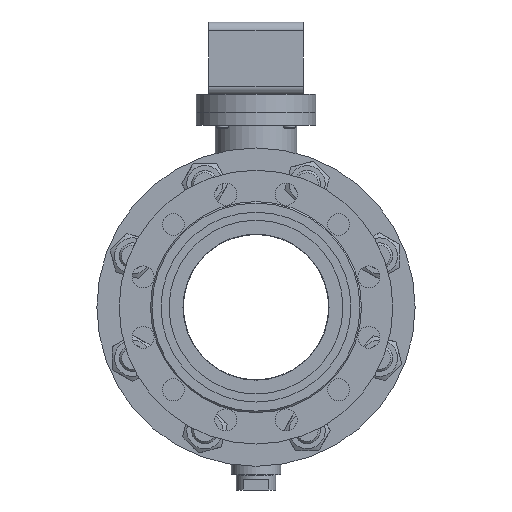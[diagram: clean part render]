
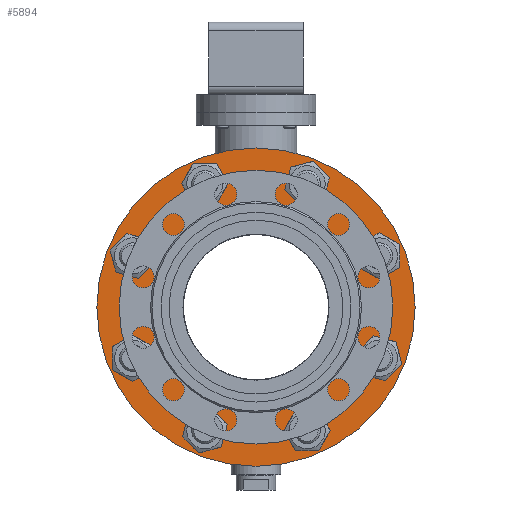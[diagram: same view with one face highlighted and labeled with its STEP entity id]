
A CAD part, left-side view. The second image highlights one B-rep face of the part: STEP entity #5894.
In plain terms, the highlighted face is planar.
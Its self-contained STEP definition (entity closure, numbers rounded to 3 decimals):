
#5411=CARTESIAN_POINT('',(42.5,-83.82,-182.859));
#5412=VERTEX_POINT('',#5411);
#5413=CARTESIAN_POINT('',(42.5,-70.031,-169.07));
#5414=DIRECTION('',(-1.0,0.0,0.0));
#5415=DIRECTION('',(0.0,-0.707,-0.707));
#5416=AXIS2_PLACEMENT_3D('',#5413,#5414,#5415);
#5417=CIRCLE('',#5416,19.5);
#5418=EDGE_CURVE('',#5412,#5412,#5417,.T.);
#5439=CARTESIAN_POINT('',(42.5,-188.57,-70.031));
#5440=VERTEX_POINT('',#5439);
#5441=CARTESIAN_POINT('',(42.5,-169.07,-70.031));
#5442=DIRECTION('',(-1.0,0.0,0.0));
#5443=DIRECTION('',(0.0,-1.0,0.0));
#5444=AXIS2_PLACEMENT_3D('',#5441,#5442,#5443);
#5445=CIRCLE('',#5444,19.5);
#5446=EDGE_CURVE('',#5440,#5440,#5445,.T.);
#5467=CARTESIAN_POINT('',(42.5,-182.859,83.82));
#5468=VERTEX_POINT('',#5467);
#5469=CARTESIAN_POINT('',(42.5,-169.07,70.031));
#5470=DIRECTION('',(-1.0,0.0,0.0));
#5471=DIRECTION('',(0.0,-0.707,0.707));
#5472=AXIS2_PLACEMENT_3D('',#5469,#5470,#5471);
#5473=CIRCLE('',#5472,19.5);
#5474=EDGE_CURVE('',#5468,#5468,#5473,.T.);
#5495=CARTESIAN_POINT('',(42.5,-70.031,188.57));
#5496=VERTEX_POINT('',#5495);
#5497=CARTESIAN_POINT('',(42.5,-70.031,169.07));
#5498=DIRECTION('',(-1.0,0.0,0.0));
#5499=DIRECTION('',(0.0,0.0,1.0));
#5500=AXIS2_PLACEMENT_3D('',#5497,#5498,#5499);
#5501=CIRCLE('',#5500,19.5);
#5502=EDGE_CURVE('',#5496,#5496,#5501,.T.);
#5523=CARTESIAN_POINT('',(42.5,83.82,182.859));
#5524=VERTEX_POINT('',#5523);
#5525=CARTESIAN_POINT('',(42.5,70.031,169.07));
#5526=DIRECTION('',(-1.0,0.0,0.0));
#5527=DIRECTION('',(0.0,0.707,0.707));
#5528=AXIS2_PLACEMENT_3D('',#5525,#5526,#5527);
#5529=CIRCLE('',#5528,19.5);
#5530=EDGE_CURVE('',#5524,#5524,#5529,.T.);
#5551=CARTESIAN_POINT('',(42.5,188.57,70.031));
#5552=VERTEX_POINT('',#5551);
#5553=CARTESIAN_POINT('',(42.5,169.07,70.031));
#5554=DIRECTION('',(-1.0,0.0,0.0));
#5555=DIRECTION('',(0.0,1.0,0.0));
#5556=AXIS2_PLACEMENT_3D('',#5553,#5554,#5555);
#5557=CIRCLE('',#5556,19.5);
#5558=EDGE_CURVE('',#5552,#5552,#5557,.T.);
#5579=CARTESIAN_POINT('',(42.5,182.859,-83.82));
#5580=VERTEX_POINT('',#5579);
#5581=CARTESIAN_POINT('',(42.5,169.07,-70.031));
#5582=DIRECTION('',(-1.0,0.0,0.0));
#5583=DIRECTION('',(0.0,0.707,-0.707));
#5584=AXIS2_PLACEMENT_3D('',#5581,#5582,#5583);
#5585=CIRCLE('',#5584,19.5);
#5586=EDGE_CURVE('',#5580,#5580,#5585,.T.);
#5607=CARTESIAN_POINT('',(42.5,70.031,-188.57));
#5608=VERTEX_POINT('',#5607);
#5609=CARTESIAN_POINT('',(42.5,70.031,-169.07));
#5610=DIRECTION('',(-1.0,0.0,0.0));
#5611=DIRECTION('',(0.0,0.0,-1.0));
#5612=AXIS2_PLACEMENT_3D('',#5609,#5610,#5611);
#5613=CIRCLE('',#5612,19.5);
#5614=EDGE_CURVE('',#5608,#5608,#5613,.T.);
#5839=CARTESIAN_POINT('',(42.5,218.,0.0));
#5840=VERTEX_POINT('',#5839);
#5841=CARTESIAN_POINT('',(42.5,0.0,0.0));
#5842=DIRECTION('',(1.0,0.0,0.0));
#5843=DIRECTION('',(0.0,1.0,0.0));
#5844=AXIS2_PLACEMENT_3D('',#5841,#5842,#5843);
#5845=CIRCLE('',#5844,218.);
#5846=EDGE_CURVE('',#5840,#5840,#5845,.T.);
#5851=CARTESIAN_POINT('',(42.5,174.,0.0));
#5852=DIRECTION('',(1.0,0.0,0.0));
#5853=DIRECTION('',(0.0,0.0,-1.0));
#5854=AXIS2_PLACEMENT_3D('',#5851,#5852,#5853);
#5855=PLANE('',#5854);
#5856=ORIENTED_EDGE('',*,*,#5846,.T.);
#5857=EDGE_LOOP('',(#5856));
#5858=FACE_OUTER_BOUND('',#5857,.T.);
#5859=ORIENTED_EDGE('',*,*,#5418,.T.);
#5860=EDGE_LOOP('',(#5859));
#5861=FACE_BOUND('',#5860,.T.);
#5862=ORIENTED_EDGE('',*,*,#5446,.T.);
#5863=EDGE_LOOP('',(#5862));
#5864=FACE_BOUND('',#5863,.T.);
#5865=ORIENTED_EDGE('',*,*,#5474,.T.);
#5866=EDGE_LOOP('',(#5865));
#5867=FACE_BOUND('',#5866,.T.);
#5868=ORIENTED_EDGE('',*,*,#5502,.T.);
#5869=EDGE_LOOP('',(#5868));
#5870=FACE_BOUND('',#5869,.T.);
#5871=ORIENTED_EDGE('',*,*,#5530,.T.);
#5872=EDGE_LOOP('',(#5871));
#5873=FACE_BOUND('',#5872,.T.);
#5874=ORIENTED_EDGE('',*,*,#5558,.T.);
#5875=EDGE_LOOP('',(#5874));
#5876=FACE_BOUND('',#5875,.T.);
#5877=ORIENTED_EDGE('',*,*,#5586,.T.);
#5878=EDGE_LOOP('',(#5877));
#5879=FACE_BOUND('',#5878,.T.);
#5880=ORIENTED_EDGE('',*,*,#5614,.T.);
#5881=EDGE_LOOP('',(#5880));
#5882=FACE_BOUND('',#5881,.T.);
#5883=CARTESIAN_POINT('',(42.5,130.0,0.0));
#5884=VERTEX_POINT('',#5883);
#5885=CARTESIAN_POINT('',(42.5,0.0,0.0));
#5886=DIRECTION('',(1.0,0.0,0.0));
#5887=DIRECTION('',(0.0,1.0,0.0));
#5888=AXIS2_PLACEMENT_3D('',#5885,#5886,#5887);
#5889=CIRCLE('',#5888,130.0);
#5890=EDGE_CURVE('',#5884,#5884,#5889,.T.);
#5891=ORIENTED_EDGE('',*,*,#5890,.F.);
#5892=EDGE_LOOP('',(#5891));
#5893=FACE_BOUND('',#5892,.T.);
#5894=ADVANCED_FACE('',(#5858,#5861,#5864,#5867,#5870,#5873,#5876,#5879,#5882,#5893),#5855,.T.);
